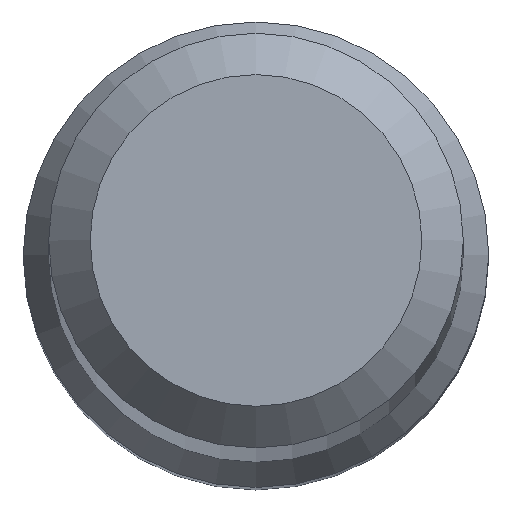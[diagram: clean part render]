
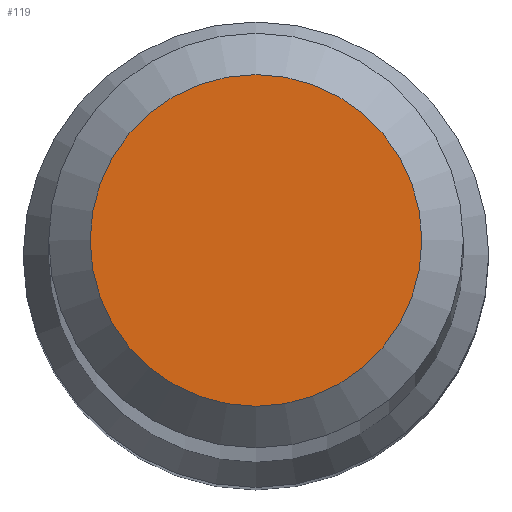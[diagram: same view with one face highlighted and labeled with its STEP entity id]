
A CAD part, top view. The second image highlights one B-rep face of the part: STEP entity #119.
In plain terms, the highlighted planar face has unit normal (0, 0, 1).
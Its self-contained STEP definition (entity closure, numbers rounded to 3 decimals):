
#1 = AXIS2_PLACEMENT_3D ( 'NONE', #145, #50, #113 ) ;
#21 = DIRECTION ( 'NONE',  ( 0., 0., -1. ) ) ;
#22 = PLANE ( 'NONE',  #1 ) ;
#33 = FACE_OUTER_BOUND ( 'NONE', #46, .T. ) ;
#46 = EDGE_LOOP ( 'NONE', ( #85 ) ) ;
#50 = DIRECTION ( 'NONE',  ( 0., 0., 1. ) ) ;
#54 = VERTEX_POINT ( 'NONE', #233 ) ;
#85 = ORIENTED_EDGE ( 'NONE', *, *, #176, .F. ) ;
#90 = CIRCLE ( 'NONE', #227, 1.2 ) ;
#93 = DIRECTION ( 'NONE',  ( 0., 1., 0. ) ) ;
#113 = DIRECTION ( 'NONE',  ( 0., -1., 0. ) ) ;
#119 = ADVANCED_FACE ( 'NONE', ( #33 ), #22, .T. ) ;
#128 = CARTESIAN_POINT ( 'NONE',  ( 0., 0., 70. ) ) ;
#145 = CARTESIAN_POINT ( 'NONE',  ( 0., 0., 70. ) ) ;
#176 = EDGE_CURVE ( 'NONE', #54, #54, #90, .T. ) ;
#227 = AXIS2_PLACEMENT_3D ( 'NONE', #128, #21, #93 ) ;
#233 = CARTESIAN_POINT ( 'NONE',  ( 0., 1.2, 70. ) ) ;
